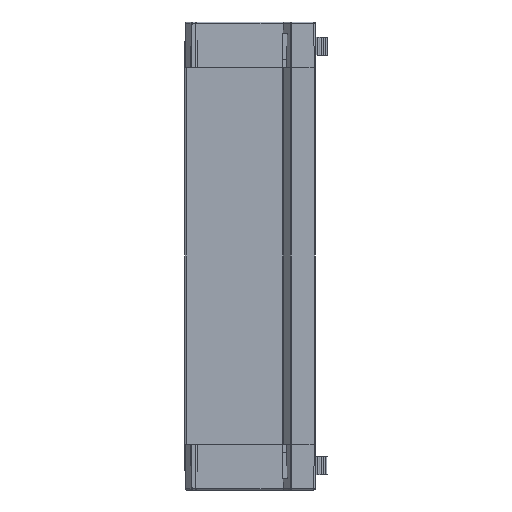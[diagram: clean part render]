
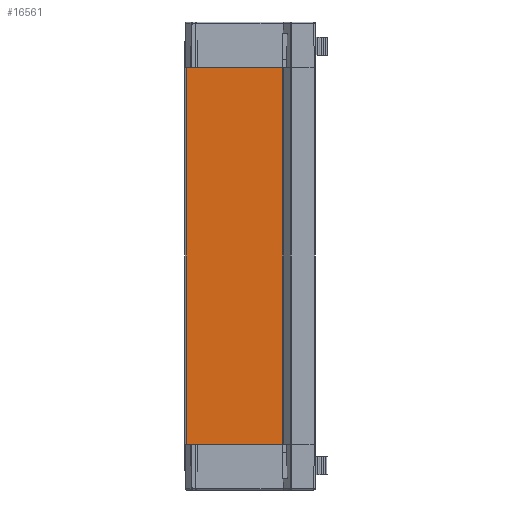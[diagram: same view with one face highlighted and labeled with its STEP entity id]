
A CAD part, front view. The second image highlights one B-rep face of the part: STEP entity #16561.
In plain terms, the highlighted planar face has unit normal (0, -1, 0).
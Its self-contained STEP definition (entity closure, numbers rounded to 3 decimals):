
#4626 = VERTEX_POINT ( 'NONE', #15402 ) ;
#4630 = VERTEX_POINT ( 'NONE', #15405 ) ;
#4631 = VERTEX_POINT ( 'NONE', #15406 ) ;
#4632 = VERTEX_POINT ( 'NONE', #15407 ) ;
#8282 = ORIENTED_EDGE ( 'NONE', *, *, #34419, .F. ) ;
#8287 = ORIENTED_EDGE ( 'NONE', *, *, #34401, .T. ) ;
#8292 = ORIENTED_EDGE ( 'NONE', *, *, #34409, .T. ) ;
#8300 = ORIENTED_EDGE ( 'NONE', *, *, #34406, .F. ) ;
#15402 = CARTESIAN_POINT ( 'NONE',  ( -24.5, -26.1, -109.5 ) ) ;
#15405 = CARTESIAN_POINT ( 'NONE',  ( 12.5, -26.1, 34.5 ) ) ;
#15406 = CARTESIAN_POINT ( 'NONE',  ( 12.5, -26.1, -109.5 ) ) ;
#15407 = CARTESIAN_POINT ( 'NONE',  ( -24.5, -26.1, 34.5 ) ) ;
#16561 = ADVANCED_FACE ( 'NONE', ( #31628 ), #22052, .T. ) ;
#22052 = PLANE ( 'NONE',  #31619 ) ;
#22053 = CARTESIAN_POINT ( 'NONE',  ( -24.5, -26.1, -109.5 ) ) ;
#22054 = DIRECTION ( 'NONE',  ( 0., -1., 0. ) ) ;
#22055 = DIRECTION ( 'NONE',  ( 0., 0., -1. ) ) ;
#28802 = VECTOR ( 'NONE', #36322, 1000. ) ;
#28809 = VECTOR ( 'NONE', #36337, 1000. ) ;
#28811 = VECTOR ( 'NONE', #36346, 1000. ) ;
#28823 = VECTOR ( 'NONE', #36376, 1000. ) ;
#31619 = AXIS2_PLACEMENT_3D ( 'NONE', #22053, #22054, #22055 ) ;
#31628 = FACE_OUTER_BOUND ( 'NONE', #34696, .T. ) ;
#34401 = EDGE_CURVE ( 'NONE', #4626, #4631, #36320, .T. ) ;
#34406 = EDGE_CURVE ( 'NONE', #4632, #4630, #36335, .T. ) ;
#34409 = EDGE_CURVE ( 'NONE', #4631, #4630, #36344, .T. ) ;
#34419 = EDGE_CURVE ( 'NONE', #4626, #4632, #36374, .T. ) ;
#34696 = EDGE_LOOP ( 'NONE', ( #8300, #8282, #8287, #8292 ) ) ;
#36320 = LINE ( 'NONE', #36321, #28802 ) ;
#36321 = CARTESIAN_POINT ( 'NONE',  ( -24.5, -26.1, -109.5 ) ) ;
#36322 = DIRECTION ( 'NONE',  ( 1., 0., 0. ) ) ;
#36335 = LINE ( 'NONE', #36336, #28809 ) ;
#36336 = CARTESIAN_POINT ( 'NONE',  ( -24.5, -26.1, 34.5 ) ) ;
#36337 = DIRECTION ( 'NONE',  ( 1., 0., 0. ) ) ;
#36344 = LINE ( 'NONE', #36345, #28811 ) ;
#36345 = CARTESIAN_POINT ( 'NONE',  ( 12.5, -26.1, -109.5 ) ) ;
#36346 = DIRECTION ( 'NONE',  ( 0., 0., 1. ) ) ;
#36374 = LINE ( 'NONE', #36375, #28823 ) ;
#36375 = CARTESIAN_POINT ( 'NONE',  ( -24.5, -26.1, -109.5 ) ) ;
#36376 = DIRECTION ( 'NONE',  ( 0., 0., 1. ) ) ;
